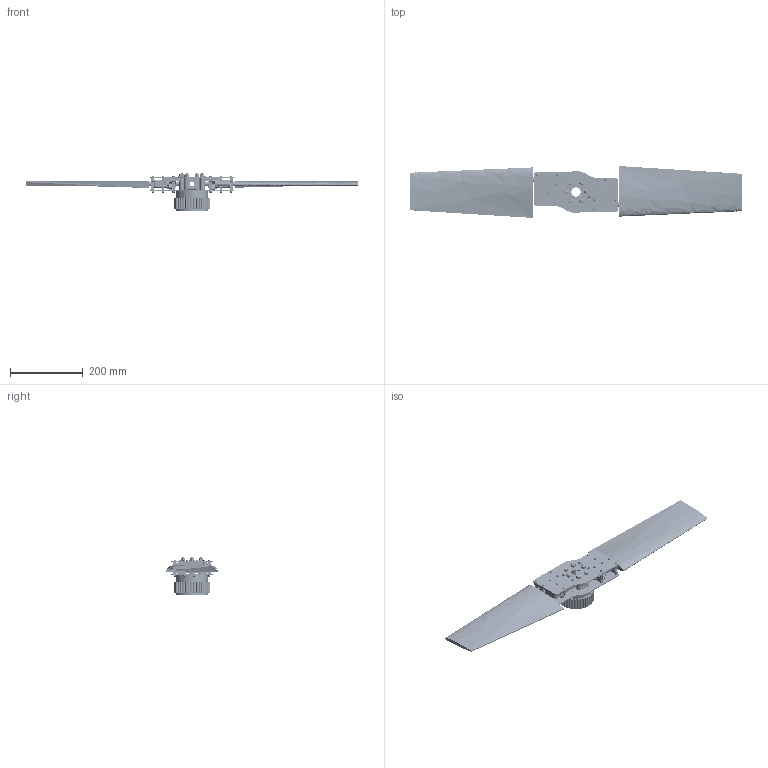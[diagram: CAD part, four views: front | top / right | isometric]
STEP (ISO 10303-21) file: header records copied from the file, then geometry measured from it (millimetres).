
FILE_DESCRIPTION(/* description */ ('Alibre Inc.'),/* implementation_level */ '2;1');
FILE_NAME(/* name */ 'export0',/* time_stamp */ '2017-10-19T08:12:44-07:00',/* author */ (''),/* organization */ (''),/* preprocessor_version */ 'ST-DEVELOPER v14',/* originating_system */ 'Alibre',/* authorisation */ '');
FILE_SCHEMA (('CONFIG_CONTROL_DESIGN'));
Length unit declared in the file: centimetre
Products named in the file (60): ID_1; ID_2; ID_3; ID_4; ID_5; ID_6; ID_7; ID_8; ID_9; ID_10; ID_11; ID_12; ID_13; ID_14; ID_15; ID_16; ID_17; ID_18; ID_19; ID_20; ID_21; ID_22; ID_23; ID_24; 535026; 535138 assembly; ID_25; ID_26; ID_27; ID_28; ID_29; ID_30; ID_31; ID_32; ID_33; ID_34; ID_35; ID_36; ID_37; ID_38 ...
Bounding box: 910.29 x 142.17 x 105.97 mm (x, y, z)
Volume: 1576783.5 mm3; surface area: 480968.5 mm2
Topology: 212 solids, 212 shells, 9043 faces, 23649 edges, 15251 vertices
Faces by surface type: cylinder 5110, plane 2137, cone 1060, bspline 532, torus 188, sphere 16
Full cylindrical faces by diameter (mm): 2.794 x6, 3.797 x36, 6.35 x12, 6.401 x2, 6.756 x16, 11.887 x6, 12.7 x12, 12.751 x2, 25.4 x5, 33.274 x1, 41.275 x2, 74.93 x1, 89.916 x3
Entity records: 121006 total; most frequent: CARTESIAN_POINT 49719, ORIENTED_EDGE 14010, DIRECTION 12359, EDGE_CURVE 7005, AXIS2_PLACEMENT_3D 5041, VERTEX_POINT 4652, EDGE_LOOP 2981, FACE_BOUND 2981
